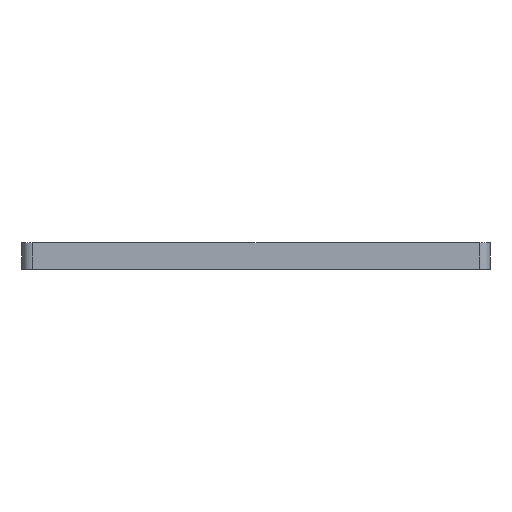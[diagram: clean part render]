
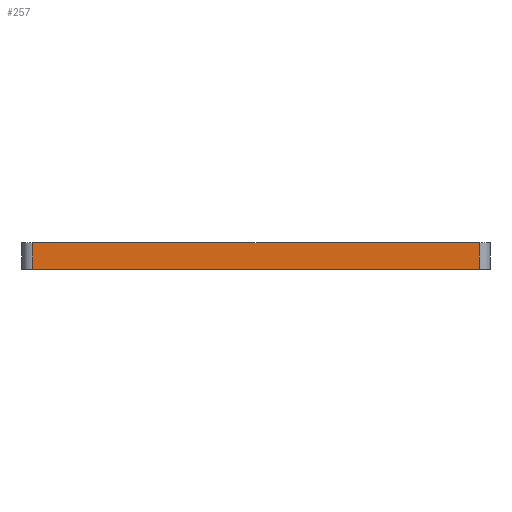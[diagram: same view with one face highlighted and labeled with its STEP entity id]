
A CAD part, left-side view. The second image highlights one B-rep face of the part: STEP entity #257.
In plain terms, the highlighted planar face has unit normal (-1, 0, 0).
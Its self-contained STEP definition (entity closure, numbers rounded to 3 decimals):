
#29 = EDGE_LOOP ( 'NONE', ( #214, #468, #567, #287 ) ) ;
#39 = PLANE ( 'NONE',  #665 ) ;
#49 = VERTEX_POINT ( 'NONE', #600 ) ;
#67 = CARTESIAN_POINT ( 'NONE',  ( -50., 41.5, -5. ) ) ;
#74 = DIRECTION ( 'NONE',  ( 0., 0., 1. ) ) ;
#107 = CARTESIAN_POINT ( 'NONE',  ( -50., -43.5, -5. ) ) ;
#125 = FACE_OUTER_BOUND ( 'NONE', #29, .T. ) ;
#188 = LINE ( 'NONE', #107, #797 ) ;
#214 = ORIENTED_EDGE ( 'NONE', *, *, #580, .T. ) ;
#217 = EDGE_CURVE ( 'NONE', #840, #555, #545, .T. ) ;
#257 = ADVANCED_FACE ( 'NONE', ( #125 ), #39, .T. ) ;
#267 = CARTESIAN_POINT ( 'NONE',  ( -50., -43.5, 0. ) ) ;
#287 = ORIENTED_EDGE ( 'NONE', *, *, #815, .T. ) ;
#341 = VECTOR ( 'NONE', #74, 1000. ) ;
#369 = CARTESIAN_POINT ( 'NONE',  ( -50., -41.5, -5. ) ) ;
#399 = EDGE_CURVE ( 'NONE', #49, #555, #449, .T. ) ;
#406 = DIRECTION ( 'NONE',  ( 0., 0., 1. ) ) ;
#438 = CARTESIAN_POINT ( 'NONE',  ( -50., 41.5, -5. ) ) ;
#444 = VECTOR ( 'NONE', #730, 1000. ) ;
#449 = LINE ( 'NONE', #369, #341 ) ;
#468 = ORIENTED_EDGE ( 'NONE', *, *, #399, .T. ) ;
#500 = CARTESIAN_POINT ( 'NONE',  ( -50., 41.5, 0. ) ) ;
#545 = LINE ( 'NONE', #267, #831 ) ;
#555 = VERTEX_POINT ( 'NONE', #678 ) ;
#567 = ORIENTED_EDGE ( 'NONE', *, *, #217, .F. ) ;
#580 = EDGE_CURVE ( 'NONE', #884, #49, #188, .T. ) ;
#600 = CARTESIAN_POINT ( 'NONE',  ( -50., -41.5, -5. ) ) ;
#665 = AXIS2_PLACEMENT_3D ( 'NONE', #778, #757, #406 ) ;
#678 = CARTESIAN_POINT ( 'NONE',  ( -50., -41.5, 0. ) ) ;
#706 = LINE ( 'NONE', #67, #444 ) ;
#730 = DIRECTION ( 'NONE',  ( 0., 0., -1. ) ) ;
#757 = DIRECTION ( 'NONE',  ( -1., 0., 0. ) ) ;
#778 = CARTESIAN_POINT ( 'NONE',  ( -50., -43.5, -5. ) ) ;
#797 = VECTOR ( 'NONE', #820, 1000. ) ;
#815 = EDGE_CURVE ( 'NONE', #840, #884, #706, .T. ) ;
#820 = DIRECTION ( 'NONE',  ( 0., -1., 0. ) ) ;
#828 = DIRECTION ( 'NONE',  ( 0., -1., 0. ) ) ;
#831 = VECTOR ( 'NONE', #828, 1000. ) ;
#840 = VERTEX_POINT ( 'NONE', #500 ) ;
#884 = VERTEX_POINT ( 'NONE', #438 ) ;
